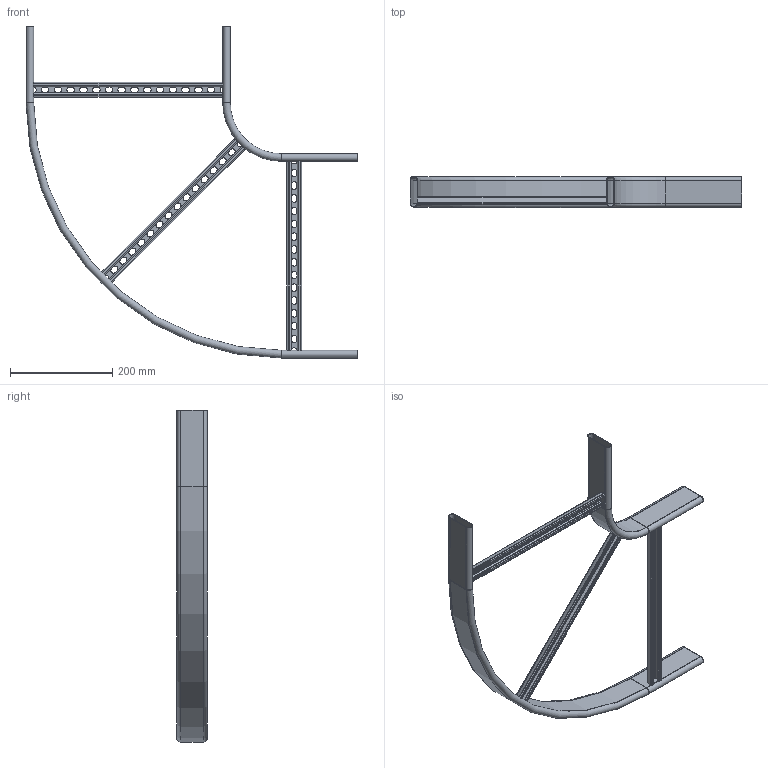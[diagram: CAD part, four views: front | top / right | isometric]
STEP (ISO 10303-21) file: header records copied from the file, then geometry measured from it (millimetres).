
FILE_DESCRIPTION (( 'STEP AP203' ), '1' );
FILE_NAME ('11-02-2984.STEP', '2013-05-14T09:47:22', ( 'asennus' ), ( '' ), 'SwSTEP 2.0', 'SolidWorks 2013', '' );
FILE_SCHEMA (( 'CONFIG_CONTROL_DESIGN' ));
Length unit declared in the file: millimetre
Products named in the file (1): 11-02-2984
Bounding box: 650 x 60 x 650 mm (x, y, z)
Volume: 274144.1 mm3; surface area: 553261.2 mm2
Topology: 5 solids, 5 shells, 400 faces, 994 edges, 604 vertices
Faces by surface type: plane 236, cylinder 156, torus 8
Entity records: 11947 total; most frequent: DIRECTION 2108, CARTESIAN_POINT 1999, ORIENTED_EDGE 1988, EDGE_CURVE 994, AXIS2_PLACEMENT_3D 713, VECTOR 682, LINE 682, VERTEX_POINT 604
